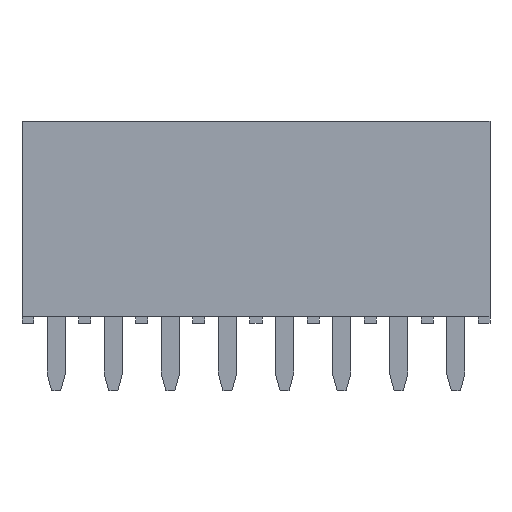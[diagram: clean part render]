
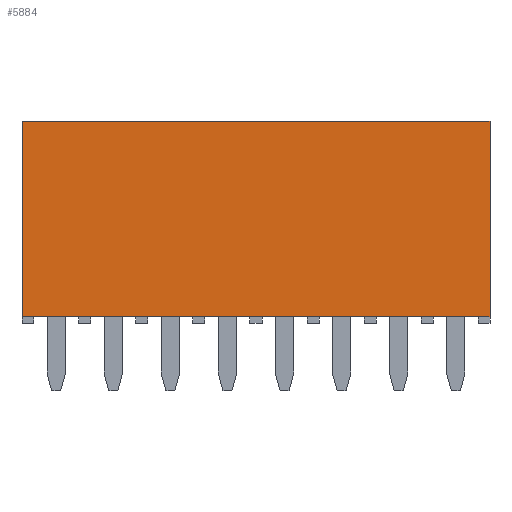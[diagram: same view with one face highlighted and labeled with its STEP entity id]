
A CAD part, top view. The second image highlights one B-rep face of the part: STEP entity #5884.
In plain terms, the highlighted planar face has unit normal (0, 0, 1).
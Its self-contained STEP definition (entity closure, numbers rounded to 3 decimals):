
#27 = ORIENTED_EDGE ( 'NONE', *, *, #3415, .T. ) ;
#257 = VERTEX_POINT ( 'NONE', #11410 ) ;
#326 = DIRECTION ( 'NONE',  ( 1., 0., 0. ) ) ;
#348 = FACE_OUTER_BOUND ( 'NONE', #13655, .T. ) ;
#762 = DIRECTION ( 'NONE',  ( 1., 0., 0. ) ) ;
#1060 = ORIENTED_EDGE ( 'NONE', *, *, #1784, .T. ) ;
#1271 = CARTESIAN_POINT ( 'NONE',  ( 19.3, 3.9, 1.25 ) ) ;
#1660 = VECTOR ( 'NONE', #762, 1000. ) ;
#1784 = EDGE_CURVE ( 'NONE', #8152, #13279, #7260, .T. ) ;
#3415 = EDGE_CURVE ( 'NONE', #13279, #12246, #14120, .T. ) ;
#4543 = LINE ( 'NONE', #9944, #10970 ) ;
#5014 = ORIENTED_EDGE ( 'NONE', *, *, #10416, .T. ) ;
#5412 = DIRECTION ( 'NONE',  ( 0., -1., 0. ) ) ;
#5884 = ADVANCED_FACE ( 'NONE', ( #348 ), #7908, .T. ) ;
#5966 = EDGE_CURVE ( 'NONE', #257, #12246, #4543, .T. ) ;
#6474 = LINE ( 'NONE', #9696, #9387 ) ;
#6506 = VECTOR ( 'NONE', #7916, 1000. ) ;
#6678 = CARTESIAN_POINT ( 'NONE',  ( -1.52, 5., 1.25 ) ) ;
#7260 = LINE ( 'NONE', #13820, #1660 ) ;
#7908 = PLANE ( 'NONE',  #10058 ) ;
#7916 = DIRECTION ( 'NONE',  ( 0., 1., 0. ) ) ;
#8152 = VERTEX_POINT ( 'NONE', #13640 ) ;
#8942 = DIRECTION ( 'NONE',  ( 1., 0., 0. ) ) ;
#9189 = CARTESIAN_POINT ( 'NONE',  ( 19.3, 0.3, 1.25 ) ) ;
#9387 = VECTOR ( 'NONE', #5412, 1000. ) ;
#9696 = CARTESIAN_POINT ( 'NONE',  ( -1.52, 5., 1.25 ) ) ;
#9944 = CARTESIAN_POINT ( 'NONE',  ( -1.52, 9., 1.25 ) ) ;
#10058 = AXIS2_PLACEMENT_3D ( 'NONE', #6678, #11250, #326 ) ;
#10416 = EDGE_CURVE ( 'NONE', #257, #8152, #6474, .T. ) ;
#10970 = VECTOR ( 'NONE', #8942, 1000. ) ;
#11250 = DIRECTION ( 'NONE',  ( 0., 0., 1. ) ) ;
#11410 = CARTESIAN_POINT ( 'NONE',  ( -1.52, 9., 1.25 ) ) ;
#12246 = VERTEX_POINT ( 'NONE', #13317 ) ;
#13260 = ORIENTED_EDGE ( 'NONE', *, *, #5966, .F. ) ;
#13279 = VERTEX_POINT ( 'NONE', #9189 ) ;
#13317 = CARTESIAN_POINT ( 'NONE',  ( 19.3, 9., 1.25 ) ) ;
#13640 = CARTESIAN_POINT ( 'NONE',  ( -1.52, 0.3, 1.25 ) ) ;
#13655 = EDGE_LOOP ( 'NONE', ( #27, #13260, #5014, #1060 ) ) ;
#13820 = CARTESIAN_POINT ( 'NONE',  ( -1.52, 0.3, 1.25 ) ) ;
#14120 = LINE ( 'NONE', #1271, #6506 ) ;
